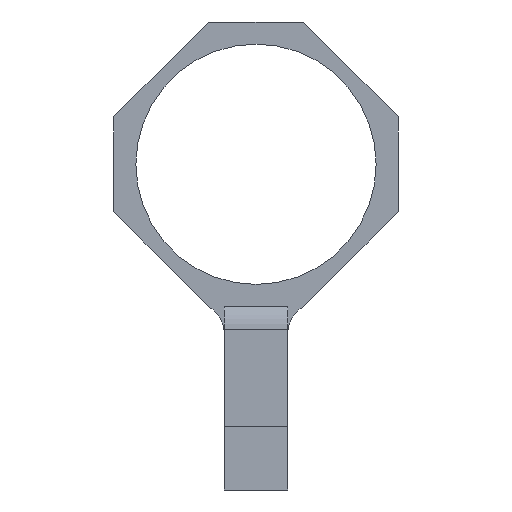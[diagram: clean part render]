
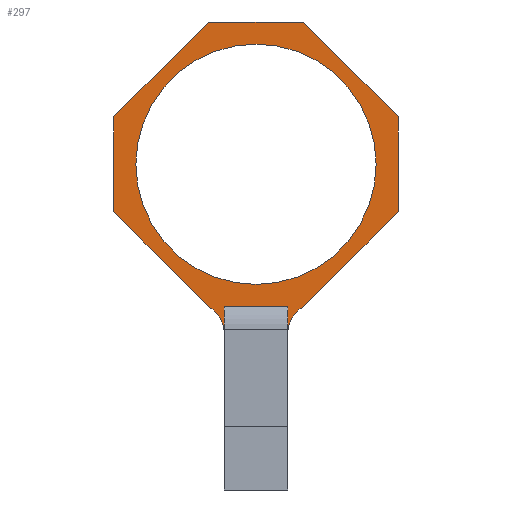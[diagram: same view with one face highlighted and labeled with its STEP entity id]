
A CAD part, left-side view. The second image highlights one B-rep face of the part: STEP entity #297.
In plain terms, the highlighted planar face has unit normal (-1, 0, 0).
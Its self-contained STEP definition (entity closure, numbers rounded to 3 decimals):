
#1 = VERTEX_POINT ( 'NONE', #169 ) ;
#20 = ORIENTED_EDGE ( 'NONE', *, *, #896, .T. ) ;
#21 = LINE ( 'NONE', #263, #512 ) ;
#40 = ORIENTED_EDGE ( 'NONE', *, *, #823, .T. ) ;
#41 = CARTESIAN_POINT ( 'NONE',  ( -4., -20., 49.34 ) ) ;
#42 = CARTESIAN_POINT ( 'NONE',  ( -4., 15., 58. ) ) ;
#58 = CIRCLE ( 'NONE', #614, 37.989 ) ;
#60 = CARTESIAN_POINT ( 'NONE',  ( -4., -10., 58. ) ) ;
#82 = CARTESIAN_POINT ( 'NONE',  ( -4., 45., 88. ) ) ;
#99 = ORIENTED_EDGE ( 'NONE', *, *, #509, .F. ) ;
#100 = DIRECTION ( 'NONE',  ( 0., 0., -1. ) ) ;
#124 = ORIENTED_EDGE ( 'NONE', *, *, #898, .T. ) ;
#141 = VECTOR ( 'NONE', #913, 1000. ) ;
#142 = CARTESIAN_POINT ( 'NONE',  ( -4., 10., 148. ) ) ;
#155 = ORIENTED_EDGE ( 'NONE', *, *, #527, .T. ) ;
#158 = DIRECTION ( 'NONE',  ( 0., 1., 0. ) ) ;
#168 = LINE ( 'NONE', #255, #976 ) ;
#169 = CARTESIAN_POINT ( 'NONE',  ( -4., -15., 148. ) ) ;
#172 = CARTESIAN_POINT ( 'NONE',  ( -4., -10., 49.34 ) ) ;
#176 = DIRECTION ( 'NONE',  ( 0., -1., 0. ) ) ;
#198 = CARTESIAN_POINT ( 'NONE',  ( -4., 10., 49.34 ) ) ;
#200 = VERTEX_POINT ( 'NONE', #42 ) ;
#203 = VERTEX_POINT ( 'NONE', #198 ) ;
#228 = CARTESIAN_POINT ( 'NONE',  ( -4., 20., 49.34 ) ) ;
#232 = LINE ( 'NONE', #142, #513 ) ;
#250 = VERTEX_POINT ( 'NONE', #375 ) ;
#255 = CARTESIAN_POINT ( 'NONE',  ( -4., 45., 148. ) ) ;
#263 = CARTESIAN_POINT ( 'NONE',  ( -4., -45., 148. ) ) ;
#274 = ORIENTED_EDGE ( 'NONE', *, *, #850, .T. ) ;
#294 = LINE ( 'NONE', #600, #141 ) ;
#297 = ADVANCED_FACE ( 'NONE', ( #391, #298 ), #445, .F. ) ;
#298 = FACE_OUTER_BOUND ( 'NONE', #719, .T. ) ;
#314 = CARTESIAN_POINT ( 'NONE',  ( -4., 45., 88. ) ) ;
#315 = LINE ( 'NONE', #562, #576 ) ;
#316 = ORIENTED_EDGE ( 'NONE', *, *, #978, .T. ) ;
#320 = VERTEX_POINT ( 'NONE', #172 ) ;
#343 = ORIENTED_EDGE ( 'NONE', *, *, #941, .F. ) ;
#350 = EDGE_CURVE ( 'NONE', #200, #203, #806, .T. ) ;
#351 = VERTEX_POINT ( 'NONE', #314 ) ;
#375 = CARTESIAN_POINT ( 'NONE',  ( -4., -45., 88. ) ) ;
#376 = VERTEX_POINT ( 'NONE', #408 ) ;
#391 = FACE_BOUND ( 'NONE', #633, .T. ) ;
#392 = DIRECTION ( 'NONE',  ( 0., 0., 1. ) ) ;
#403 = DIRECTION ( 'NONE',  ( 0., 1., 0. ) ) ;
#406 = VECTOR ( 'NONE', #679, 1000. ) ;
#408 = CARTESIAN_POINT ( 'NONE',  ( -4., -37.989, 103. ) ) ;
#410 = CARTESIAN_POINT ( 'NONE',  ( -4., 0., 103. ) ) ;
#417 = DIRECTION ( 'NONE',  ( 1., 0., 0. ) ) ;
#427 = EDGE_CURVE ( 'NONE', #320, #727, #816, .T. ) ;
#432 = VERTEX_POINT ( 'NONE', #780 ) ;
#437 = AXIS2_PLACEMENT_3D ( 'NONE', #410, #551, #938 ) ;
#439 = CARTESIAN_POINT ( 'NONE',  ( -4., -15., 58. ) ) ;
#441 = VECTOR ( 'NONE', #829, 1000. ) ;
#445 = PLANE ( 'NONE',  #567 ) ;
#452 = CARTESIAN_POINT ( 'NONE',  ( -4., 45., 148. ) ) ;
#454 = CARTESIAN_POINT ( 'NONE',  ( -4., -45., 88. ) ) ;
#474 = VERTEX_POINT ( 'NONE', #949 ) ;
#480 = DIRECTION ( 'NONE',  ( 0., 1., 0. ) ) ;
#483 = VERTEX_POINT ( 'NONE', #802 ) ;
#494 = AXIS2_PLACEMENT_3D ( 'NONE', #41, #496, #480 ) ;
#496 = DIRECTION ( 'NONE',  ( 1., 0., 0. ) ) ;
#504 = AXIS2_PLACEMENT_3D ( 'NONE', #228, #534, #158 ) ;
#509 = EDGE_CURVE ( 'NONE', #432, #250, #21, .T. ) ;
#512 = VECTOR ( 'NONE', #718, 1000. ) ;
#513 = VECTOR ( 'NONE', #617, 1000. ) ;
#527 = EDGE_CURVE ( 'NONE', #812, #807, #624, .T. ) ;
#534 = DIRECTION ( 'NONE',  ( 1., 0., 0. ) ) ;
#536 = CARTESIAN_POINT ( 'NONE',  ( -4., 15., 148. ) ) ;
#540 = DIRECTION ( 'NONE',  ( 0., 1., 0. ) ) ;
#548 = DIRECTION ( 'NONE',  ( 1., 0., 0. ) ) ;
#551 = DIRECTION ( 'NONE',  ( 1., 0., 0. ) ) ;
#562 = CARTESIAN_POINT ( 'NONE',  ( -4., -10., 148. ) ) ;
#565 = ORIENTED_EDGE ( 'NONE', *, *, #985, .T. ) ;
#567 = AXIS2_PLACEMENT_3D ( 'NONE', #452, #548, #540 ) ;
#576 = VECTOR ( 'NONE', #392, 1000. ) ;
#581 = EDGE_CURVE ( 'NONE', #847, #474, #940, .T. ) ;
#591 = LINE ( 'NONE', #82, #441 ) ;
#600 = CARTESIAN_POINT ( 'NONE',  ( -4., 45., 148. ) ) ;
#614 = AXIS2_PLACEMENT_3D ( 'NONE', #621, #417, #403 ) ;
#617 = DIRECTION ( 'NONE',  ( 0., 0., -1. ) ) ;
#621 = CARTESIAN_POINT ( 'NONE',  ( -4., 0., 103. ) ) ;
#624 = LINE ( 'NONE', #948, #652 ) ;
#633 = EDGE_LOOP ( 'NONE', ( #316, #124 ) ) ;
#642 = DIRECTION ( 'NONE',  ( 0., 0.707, -0.707 ) ) ;
#652 = VECTOR ( 'NONE', #176, 1000. ) ;
#654 = EDGE_CURVE ( 'NONE', #812, #203, #232, .T. ) ;
#661 = VECTOR ( 'NONE', #703, 1000. ) ;
#663 = CARTESIAN_POINT ( 'NONE',  ( -4., 10., 58. ) ) ;
#679 = DIRECTION ( 'NONE',  ( 0., -0.707, 0.707 ) ) ;
#688 = LINE ( 'NONE', #454, #406 ) ;
#703 = DIRECTION ( 'NONE',  ( 0., 0.707, 0.707 ) ) ;
#718 = DIRECTION ( 'NONE',  ( 0., 0., -1. ) ) ;
#719 = EDGE_LOOP ( 'NONE', ( #155, #343, #923, #274, #99, #565, #758, #729, #20, #40, #945, #732 ) ) ;
#724 = EDGE_CURVE ( 'NONE', #847, #1, #294, .T. ) ;
#727 = VERTEX_POINT ( 'NONE', #439 ) ;
#729 = ORIENTED_EDGE ( 'NONE', *, *, #581, .T. ) ;
#732 = ORIENTED_EDGE ( 'NONE', *, *, #654, .F. ) ;
#737 = CIRCLE ( 'NONE', #437, 37.989 ) ;
#758 = ORIENTED_EDGE ( 'NONE', *, *, #724, .F. ) ;
#780 = CARTESIAN_POINT ( 'NONE',  ( -4., -45., 118. ) ) ;
#802 = CARTESIAN_POINT ( 'NONE',  ( -4., 37.989, 103. ) ) ;
#806 = CIRCLE ( 'NONE', #504, 10. ) ;
#807 = VERTEX_POINT ( 'NONE', #60 ) ;
#812 = VERTEX_POINT ( 'NONE', #663 ) ;
#816 = CIRCLE ( 'NONE', #494, 10. ) ;
#823 = EDGE_CURVE ( 'NONE', #351, #200, #591, .T. ) ;
#829 = DIRECTION ( 'NONE',  ( 0., -0.707, -0.707 ) ) ;
#847 = VERTEX_POINT ( 'NONE', #536 ) ;
#850 = EDGE_CURVE ( 'NONE', #727, #250, #688, .T. ) ;
#854 = LINE ( 'NONE', #872, #661 ) ;
#869 = CARTESIAN_POINT ( 'NONE',  ( -4., 15., 148. ) ) ;
#872 = CARTESIAN_POINT ( 'NONE',  ( -4., -15., 148. ) ) ;
#896 = EDGE_CURVE ( 'NONE', #474, #351, #168, .T. ) ;
#898 = EDGE_CURVE ( 'NONE', #376, #483, #58, .T. ) ;
#913 = DIRECTION ( 'NONE',  ( 0., -1., 0. ) ) ;
#923 = ORIENTED_EDGE ( 'NONE', *, *, #427, .T. ) ;
#938 = DIRECTION ( 'NONE',  ( 0., 1., 0. ) ) ;
#940 = LINE ( 'NONE', #869, #966 ) ;
#941 = EDGE_CURVE ( 'NONE', #320, #807, #315, .T. ) ;
#945 = ORIENTED_EDGE ( 'NONE', *, *, #350, .T. ) ;
#948 = CARTESIAN_POINT ( 'NONE',  ( -4., 45., 58. ) ) ;
#949 = CARTESIAN_POINT ( 'NONE',  ( -4., 45., 118. ) ) ;
#966 = VECTOR ( 'NONE', #642, 1000. ) ;
#976 = VECTOR ( 'NONE', #100, 1000. ) ;
#978 = EDGE_CURVE ( 'NONE', #483, #376, #737, .T. ) ;
#985 = EDGE_CURVE ( 'NONE', #432, #1, #854, .T. ) ;
